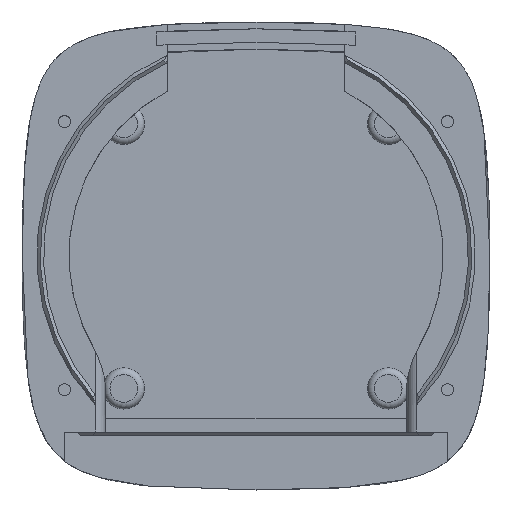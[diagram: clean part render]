
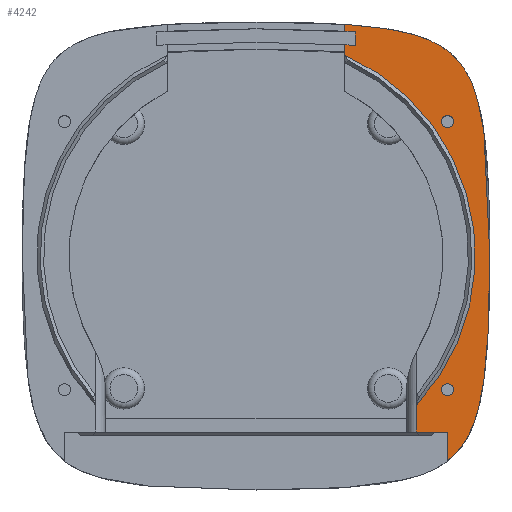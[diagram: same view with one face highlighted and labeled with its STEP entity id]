
A CAD part, top view. The second image highlights one B-rep face of the part: STEP entity #4242.
In plain terms, the highlighted planar face has unit normal (0, 0, 1).
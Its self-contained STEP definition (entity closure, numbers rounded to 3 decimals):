
#65=FACE_BOUND('',#1235,.T.);
#66=FACE_BOUND('',#1236,.T.);
#107=(
BOUNDED_CURVE()
B_SPLINE_CURVE(2,(#6711,#6712,#6713),.UNSPECIFIED.,.F.,.F.)
B_SPLINE_CURVE_WITH_KNOTS((3,3),(-5.216,0.),.UNSPECIFIED.)
CURVE()
GEOMETRIC_REPRESENTATION_ITEM()
RATIONAL_B_SPLINE_CURVE((1.66,1.733,1.))
REPRESENTATION_ITEM('')
);
#108=(
BOUNDED_CURVE()
B_SPLINE_CURVE(2,(#6715,#6716,#6717),.UNSPECIFIED.,.F.,.F.)
B_SPLINE_CURVE_WITH_KNOTS((3,3),(-9.494,-1.076),
 .UNSPECIFIED.)
CURVE()
GEOMETRIC_REPRESENTATION_ITEM()
RATIONAL_B_SPLINE_CURVE((1.,2.182,1.268))
REPRESENTATION_ITEM('')
);
#130=PLANE('',#4525);
#267=LINE('',#6705,#607);
#268=LINE('',#6707,#608);
#269=LINE('',#6709,#609);
#270=LINE('',#6719,#610);
#271=LINE('',#6726,#611);
#272=LINE('',#6735,#612);
#607=VECTOR('',#4897,10.);
#608=VECTOR('',#4898,10.);
#609=VECTOR('',#4899,10.);
#610=VECTOR('',#4900,10.);
#611=VECTOR('',#4901,10.);
#612=VECTOR('',#4902,10.);
#970=FACE_OUTER_BOUND('',#1234,.T.);
#1234=EDGE_LOOP('',(#2992,#2993,#2994,#2995,#2996,#2997,#2998,#2999,#3000,
#3001,#3002));
#1235=EDGE_LOOP('',(#3003));
#1236=EDGE_LOOP('',(#3004));
#1523=B_SPLINE_CURVE_WITH_KNOTS('',3,(#6721,#6722,#6723,#6724),
 .UNSPECIFIED.,.F.,.F.,(4,4),(1.084,1.275),
 .UNSPECIFIED.);
#1524=B_SPLINE_CURVE_WITH_KNOTS('',3,(#6728,#6729,#6730,#6731,#6732,#6733,
#6734),.UNSPECIFIED.,.F.,.F.,(4,3,4),(-1.297,-1.261,
-1.1),.UNSPECIFIED.);
#1673=CIRCLE('',#4522,51.6);
#1675=CIRCLE('',#4526,1.4);
#1676=CIRCLE('',#4527,1.4);
#1825=VERTEX_POINT('',#6671);
#1830=VERTEX_POINT('',#6690);
#1833=VERTEX_POINT('',#6704);
#1834=VERTEX_POINT('',#6706);
#1835=VERTEX_POINT('',#6708);
#1836=VERTEX_POINT('',#6710);
#1837=VERTEX_POINT('',#6714);
#1838=VERTEX_POINT('',#6718);
#1839=VERTEX_POINT('',#6720);
#1840=VERTEX_POINT('',#6725);
#1841=VERTEX_POINT('',#6727);
#1842=VERTEX_POINT('',#6736);
#1843=VERTEX_POINT('',#6738);
#2275=EDGE_CURVE('',#1830,#1825,#1673,.T.);
#2279=EDGE_CURVE('',#1825,#1833,#267,.T.);
#2280=EDGE_CURVE('',#1833,#1834,#268,.T.);
#2281=EDGE_CURVE('',#1834,#1835,#269,.T.);
#2282=EDGE_CURVE('',#1835,#1836,#107,.T.);
#2283=EDGE_CURVE('',#1836,#1837,#108,.T.);
#2284=EDGE_CURVE('',#1837,#1838,#270,.T.);
#2285=EDGE_CURVE('',#1838,#1839,#1523,.T.);
#2286=EDGE_CURVE('',#1839,#1840,#271,.T.);
#2287=EDGE_CURVE('',#1840,#1841,#1524,.T.);
#2288=EDGE_CURVE('',#1841,#1830,#272,.T.);
#2289=EDGE_CURVE('',#1842,#1842,#1675,.T.);
#2290=EDGE_CURVE('',#1843,#1843,#1676,.T.);
#2992=ORIENTED_EDGE('',*,*,#2275,.T.);
#2993=ORIENTED_EDGE('',*,*,#2279,.T.);
#2994=ORIENTED_EDGE('',*,*,#2280,.T.);
#2995=ORIENTED_EDGE('',*,*,#2281,.T.);
#2996=ORIENTED_EDGE('',*,*,#2282,.T.);
#2997=ORIENTED_EDGE('',*,*,#2283,.T.);
#2998=ORIENTED_EDGE('',*,*,#2284,.T.);
#2999=ORIENTED_EDGE('',*,*,#2285,.T.);
#3000=ORIENTED_EDGE('',*,*,#2286,.T.);
#3001=ORIENTED_EDGE('',*,*,#2287,.T.);
#3002=ORIENTED_EDGE('',*,*,#2288,.T.);
#3003=ORIENTED_EDGE('',*,*,#2289,.T.);
#3004=ORIENTED_EDGE('',*,*,#2290,.T.);
#4242=ADVANCED_FACE('',(#970,#65,#66),#130,.T.);
#4522=AXIS2_PLACEMENT_3D('',#6696,#4887,#4888);
#4525=AXIS2_PLACEMENT_3D('',#6703,#4895,#4896);
#4526=AXIS2_PLACEMENT_3D('',#6737,#4903,#4904);
#4527=AXIS2_PLACEMENT_3D('',#6739,#4905,#4906);
#4887=DIRECTION('center_axis',(0.,0.,-1.));
#4888=DIRECTION('ref_axis',(0.731,-0.683,0.));
#4895=DIRECTION('center_axis',(0.,0.,1.));
#4896=DIRECTION('ref_axis',(1.,0.,0.));
#4897=DIRECTION('',(0.,-1.,0.));
#4898=DIRECTION('',(1.,0.,0.));
#4899=DIRECTION('',(0.,-1.,0.));
#4900=DIRECTION('',(0.,-1.,0.));
#4901=DIRECTION('',(0.,-1.,0.));
#4902=DIRECTION('',(0.,-1.,0.));
#4903=DIRECTION('center_axis',(0.,0.,-1.));
#4904=DIRECTION('ref_axis',(-1.,0.,0.));
#4905=DIRECTION('center_axis',(0.,0.,-1.));
#4906=DIRECTION('ref_axis',(-1.,0.,0.));
#6671=CARTESIAN_POINT('',(37.7,-35.232,140.));
#6690=CARTESIAN_POINT('',(20.9,47.178,140.));
#6696=CARTESIAN_POINT('Origin',(0.,0.,
140.));
#6703=CARTESIAN_POINT('Origin',(0.,0.,140.));
#6704=CARTESIAN_POINT('',(37.7,-41.5,140.));
#6705=CARTESIAN_POINT('',(37.7,-20.75,140.));
#6706=CARTESIAN_POINT('',(45.,-41.5,140.));
#6707=CARTESIAN_POINT('',(22.5,-41.5,140.));
#6708=CARTESIAN_POINT('',(45.,-48.274,140.));
#6709=CARTESIAN_POINT('',(45.,-24.137,140.));
#6710=CARTESIAN_POINT('',(55.,0.,140.));
#6711=CARTESIAN_POINT('Ctrl Pts',(45.,-48.274,140.));
#6712=CARTESIAN_POINT('Ctrl Pts',(55.,-40.696,140.));
#6713=CARTESIAN_POINT('Ctrl Pts',(55.,0.,140.));
#6714=CARTESIAN_POINT('',(20.9,54.443,140.));
#6715=CARTESIAN_POINT('Ctrl Pts',(55.,0.,140.));
#6716=CARTESIAN_POINT('Ctrl Pts',(55.,52.143,140.));
#6717=CARTESIAN_POINT('Ctrl Pts',(20.9,54.443,140.));
#6718=CARTESIAN_POINT('',(20.9,52.839,140.));
#6719=CARTESIAN_POINT('',(20.9,27.221,140.));
#6720=CARTESIAN_POINT('',(23.4,52.649,140.));
#6721=CARTESIAN_POINT('Ctrl Pts',(20.9,52.839,140.));
#6722=CARTESIAN_POINT('Ctrl Pts',(21.776,52.779,140.));
#6723=CARTESIAN_POINT('Ctrl Pts',(22.607,52.716,140.));
#6724=CARTESIAN_POINT('Ctrl Pts',(23.4,52.649,140.));
#6725=CARTESIAN_POINT('',(23.4,49.437,140.));
#6726=CARTESIAN_POINT('',(23.4,26.324,140.));
#6727=CARTESIAN_POINT('',(20.9,49.632,140.));
#6728=CARTESIAN_POINT('Ctrl Pts',(23.4,49.437,140.));
#6729=CARTESIAN_POINT('Ctrl Pts',(23.254,49.449,140.));
#6730=CARTESIAN_POINT('Ctrl Pts',(23.106,49.462,140.));
#6731=CARTESIAN_POINT('Ctrl Pts',(22.957,49.475,140.));
#6732=CARTESIAN_POINT('Ctrl Pts',(22.3,49.529,140.));
#6733=CARTESIAN_POINT('Ctrl Pts',(21.616,49.582,140.));
#6734=CARTESIAN_POINT('Ctrl Pts',(20.9,49.632,140.));
#6735=CARTESIAN_POINT('',(20.9,24.816,140.));
#6736=CARTESIAN_POINT('',(46.453,-31.547,140.));
#6737=CARTESIAN_POINT('Origin',(45.053,-31.547,140.));
#6738=CARTESIAN_POINT('',(46.453,31.547,140.));
#6739=CARTESIAN_POINT('Origin',(45.053,31.547,140.));
